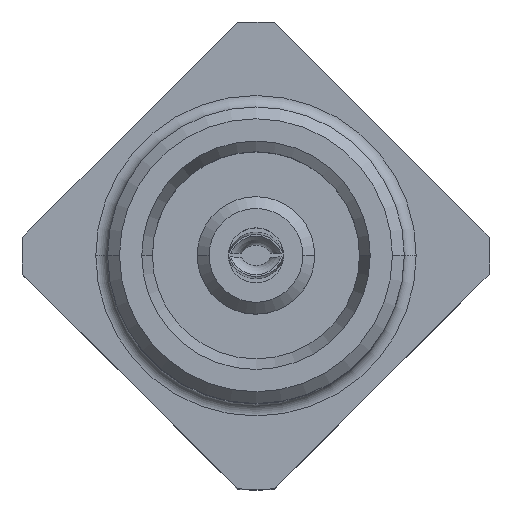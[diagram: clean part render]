
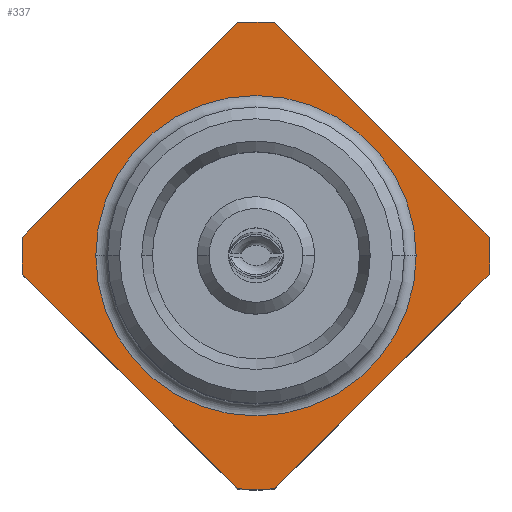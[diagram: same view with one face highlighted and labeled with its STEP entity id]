
A CAD part, top view. The second image highlights one B-rep face of the part: STEP entity #337.
In plain terms, the highlighted planar face has unit normal (0, 0, 1).
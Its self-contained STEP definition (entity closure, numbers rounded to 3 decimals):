
#5 = CIRCLE ( 'NONE', #63, 3.94 ) ;
#36 = CIRCLE ( 'NONE', #1507, 3.94 ) ;
#63 = AXIS2_PLACEMENT_3D ( 'NONE', #1758, #1748, #1726 ) ;
#108 = CARTESIAN_POINT ( 'NONE',  ( 0., 0., -4.5 ) ) ;
#115 = VERTEX_POINT ( 'NONE', #346 ) ;
#147 = DIRECTION ( 'NONE',  ( 0., 0., -1. ) ) ;
#250 = LINE ( 'NONE', #295, #1730 ) ;
#291 = CARTESIAN_POINT ( 'NONE',  ( -0.315, -3.927, -4.5 ) ) ;
#292 = CARTESIAN_POINT ( 'NONE',  ( 3.94, 0., -4.5 ) ) ;
#295 = CARTESIAN_POINT ( 'NONE',  ( 4.091, -0.151, -4.5 ) ) ;
#303 = ORIENTED_EDGE ( 'NONE', *, *, #1817, .T. ) ;
#305 = VERTEX_POINT ( 'NONE', #1691 ) ;
#316 = ORIENTED_EDGE ( 'NONE', *, *, #3014, .F. ) ;
#337 = ADVANCED_FACE ( 'NONE', ( #2974, #3057 ), #531, .F. ) ;
#346 = CARTESIAN_POINT ( 'NONE',  ( -0.315, 3.927, -4.5 ) ) ;
#376 = ORIENTED_EDGE ( 'NONE', *, *, #1609, .T. ) ;
#470 = CARTESIAN_POINT ( 'NONE',  ( -2.7, 0., -4.5 ) ) ;
#499 = CARTESIAN_POINT ( 'NONE',  ( 0., 0., -4.5 ) ) ;
#531 = PLANE ( 'NONE',  #910 ) ;
#818 = ORIENTED_EDGE ( 'NONE', *, *, #3110, .T. ) ;
#910 = AXIS2_PLACEMENT_3D ( 'NONE', #1411, #2710, #921 ) ;
#914 = EDGE_CURVE ( 'NONE', #3294, #3721, #1650, .T. ) ;
#921 = DIRECTION ( 'NONE',  ( -1., 0., 0. ) ) ;
#923 = VECTOR ( 'NONE', #1958, 1000. ) ;
#1109 = CARTESIAN_POINT ( 'NONE',  ( 0.151, 4.091, -4.5 ) ) ;
#1211 = AXIS2_PLACEMENT_3D ( 'NONE', #2905, #2937, #3559 ) ;
#1293 = DIRECTION ( 'NONE',  ( -1., 0., 0. ) ) ;
#1318 = CIRCLE ( 'NONE', #1520, 3.94 ) ;
#1411 = CARTESIAN_POINT ( 'NONE',  ( 0., 3.94, -4.5 ) ) ;
#1490 = EDGE_CURVE ( 'NONE', #2769, #2118, #1835, .T. ) ;
#1495 = VERTEX_POINT ( 'NONE', #2355 ) ;
#1497 = VERTEX_POINT ( 'NONE', #291 ) ;
#1500 = VERTEX_POINT ( 'NONE', #2752 ) ;
#1507 = AXIS2_PLACEMENT_3D ( 'NONE', #2694, #2413, #3006 ) ;
#1520 = AXIS2_PLACEMENT_3D ( 'NONE', #499, #2617, #2021 ) ;
#1530 = CIRCLE ( 'NONE', #1899, 2.7 ) ;
#1566 = VECTOR ( 'NONE', #3418, 1000. ) ;
#1582 = DIRECTION ( 'NONE',  ( 0., 0., 1. ) ) ;
#1592 = ORIENTED_EDGE ( 'NONE', *, *, #3654, .T. ) ;
#1609 = EDGE_CURVE ( 'NONE', #3721, #3294, #1530, .T. ) ;
#1650 = CIRCLE ( 'NONE', #3529, 2.7 ) ;
#1664 = LINE ( 'NONE', #3210, #1566 ) ;
#1691 = CARTESIAN_POINT ( 'NONE',  ( 0.315, -3.927, -4.5 ) ) ;
#1699 = CARTESIAN_POINT ( 'NONE',  ( 3.927, 0.315, -4.5 ) ) ;
#1715 = ORIENTED_EDGE ( 'NONE', *, *, #2681, .T. ) ;
#1726 = DIRECTION ( 'NONE',  ( 1., 0., 0. ) ) ;
#1730 = VECTOR ( 'NONE', #2958, 1000. ) ;
#1748 = DIRECTION ( 'NONE',  ( 0., 0., 1. ) ) ;
#1758 = CARTESIAN_POINT ( 'NONE',  ( 0., 0., -4.5 ) ) ;
#1772 = CARTESIAN_POINT ( 'NONE',  ( 0.315, 3.927, -4.5 ) ) ;
#1817 = EDGE_CURVE ( 'NONE', #1500, #3363, #3027, .T. ) ;
#1835 = LINE ( 'NONE', #1109, #923 ) ;
#1857 = VECTOR ( 'NONE', #2970, 1000. ) ;
#1899 = AXIS2_PLACEMENT_3D ( 'NONE', #3575, #3605, #3701 ) ;
#1931 = EDGE_CURVE ( 'NONE', #1500, #305, #250, .T. ) ;
#1958 = DIRECTION ( 'NONE',  ( 0.707, -0.707, 0. ) ) ;
#2021 = DIRECTION ( 'NONE',  ( 1., 0., 0. ) ) ;
#2118 = VERTEX_POINT ( 'NONE', #1699 ) ;
#2206 = EDGE_LOOP ( 'NONE', ( #2580, #303, #1715, #3672, #1592, #3556, #818, #316, #2251 ) ) ;
#2251 = ORIENTED_EDGE ( 'NONE', *, *, #2840, .T. ) ;
#2355 = CARTESIAN_POINT ( 'NONE',  ( -3.927, 0.315, -4.5 ) ) ;
#2371 = EDGE_CURVE ( 'NONE', #1495, #115, #1664, .T. ) ;
#2413 = DIRECTION ( 'NONE',  ( 0., 0., 1. ) ) ;
#2580 = ORIENTED_EDGE ( 'NONE', *, *, #1931, .F. ) ;
#2582 = AXIS2_PLACEMENT_3D ( 'NONE', #3339, #1582, #3610 ) ;
#2617 = DIRECTION ( 'NONE',  ( 0., 0., 1. ) ) ;
#2681 = EDGE_CURVE ( 'NONE', #3363, #2118, #36, .T. ) ;
#2694 = CARTESIAN_POINT ( 'NONE',  ( 0., 0., -4.5 ) ) ;
#2710 = DIRECTION ( 'NONE',  ( 0., 0., -1. ) ) ;
#2752 = CARTESIAN_POINT ( 'NONE',  ( 3.927, -0.315, -4.5 ) ) ;
#2760 = EDGE_LOOP ( 'NONE', ( #3430, #376 ) ) ;
#2769 = VERTEX_POINT ( 'NONE', #1772 ) ;
#2840 = EDGE_CURVE ( 'NONE', #1497, #305, #1318, .T. ) ;
#2905 = CARTESIAN_POINT ( 'NONE',  ( 0., 0., -4.5 ) ) ;
#2937 = DIRECTION ( 'NONE',  ( 0., 0., 1. ) ) ;
#2952 = VERTEX_POINT ( 'NONE', #3530 ) ;
#2958 = DIRECTION ( 'NONE',  ( -0.707, -0.707, 0. ) ) ;
#2970 = DIRECTION ( 'NONE',  ( -0.707, 0.707, 0. ) ) ;
#2974 = FACE_BOUND ( 'NONE', #2760, .T. ) ;
#3006 = DIRECTION ( 'NONE',  ( 1., 0., 0. ) ) ;
#3014 = EDGE_CURVE ( 'NONE', #1497, #2952, #3305, .T. ) ;
#3027 = CIRCLE ( 'NONE', #1211, 3.94 ) ;
#3057 = FACE_OUTER_BOUND ( 'NONE', #2206, .T. ) ;
#3071 = CARTESIAN_POINT ( 'NONE',  ( 2.7, 0., -4.5 ) ) ;
#3110 = EDGE_CURVE ( 'NONE', #1495, #2952, #5, .T. ) ;
#3177 = CARTESIAN_POINT ( 'NONE',  ( -4.091, -0.151, -4.5 ) ) ;
#3210 = CARTESIAN_POINT ( 'NONE',  ( -0.151, 4.091, -4.5 ) ) ;
#3294 = VERTEX_POINT ( 'NONE', #470 ) ;
#3305 = LINE ( 'NONE', #3177, #1857 ) ;
#3339 = CARTESIAN_POINT ( 'NONE',  ( 0., 0., -4.5 ) ) ;
#3348 = CIRCLE ( 'NONE', #2582, 3.94 ) ;
#3363 = VERTEX_POINT ( 'NONE', #292 ) ;
#3418 = DIRECTION ( 'NONE',  ( 0.707, 0.707, 0. ) ) ;
#3430 = ORIENTED_EDGE ( 'NONE', *, *, #914, .T. ) ;
#3529 = AXIS2_PLACEMENT_3D ( 'NONE', #108, #147, #1293 ) ;
#3530 = CARTESIAN_POINT ( 'NONE',  ( -3.927, -0.315, -4.5 ) ) ;
#3556 = ORIENTED_EDGE ( 'NONE', *, *, #2371, .F. ) ;
#3559 = DIRECTION ( 'NONE',  ( 1., 0., 0. ) ) ;
#3575 = CARTESIAN_POINT ( 'NONE',  ( 0., 0., -4.5 ) ) ;
#3605 = DIRECTION ( 'NONE',  ( 0., 0., -1. ) ) ;
#3610 = DIRECTION ( 'NONE',  ( 1., 0., 0. ) ) ;
#3654 = EDGE_CURVE ( 'NONE', #2769, #115, #3348, .T. ) ;
#3672 = ORIENTED_EDGE ( 'NONE', *, *, #1490, .F. ) ;
#3701 = DIRECTION ( 'NONE',  ( -1., 0., 0. ) ) ;
#3721 = VERTEX_POINT ( 'NONE', #3071 ) ;
